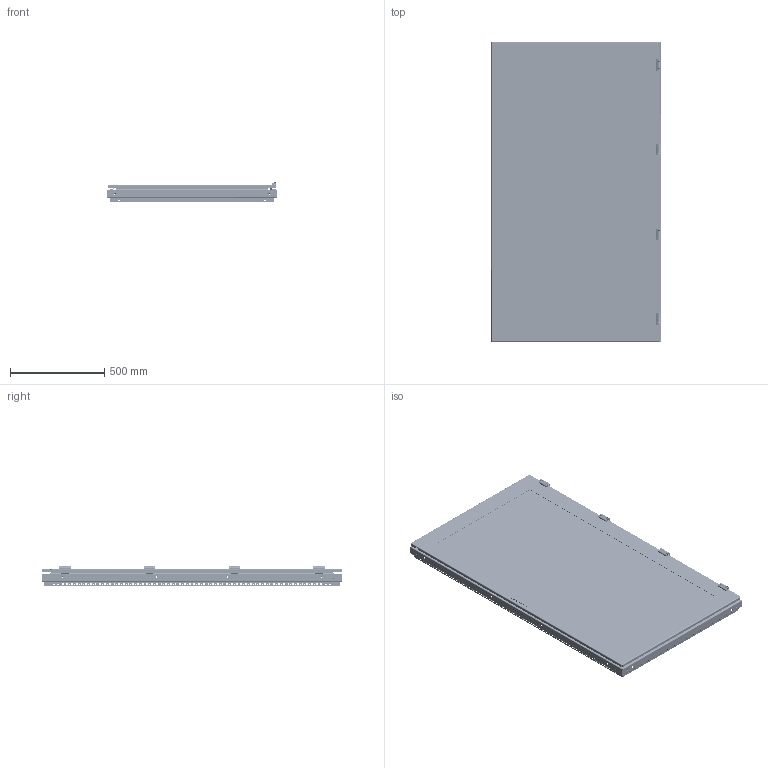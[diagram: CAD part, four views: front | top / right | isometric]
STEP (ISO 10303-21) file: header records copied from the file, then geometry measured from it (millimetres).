
FILE_DESCRIPTION (( 'STEP AP214' ), '1' );
FILE_NAME ('Ñâàðíàÿ ðàìà ñî ñòåêëÿííîé äâåðüþ W900H1600.STEP', '2024-08-23T09:19:20', ( '' ), ( '' ), 'SwSTEP 2.0', 'SolidWorks 2021', '' );
FILE_SCHEMA (( 'AUTOMOTIVE_DESIGN' ));
Length unit declared in the file: millimetre
Products named in the file (34): Äâåðíîå ïîëîòíî ñò. ÌÊ-20 W900H1600; Ñâàðíàÿ ðàìà W900H1600; Ãàéêà Ì6 äëÿ øïèëüêè; 嵑謺麃 CL213-3; Øïèëüêà ïðèâàðíàÿ Ì6õ35; Çàêëåïêà ðåçüáîâàÿ Ì6 øåñòèãðàííàÿ ñ óìåíüøåííûì áîðòîì; Ãîðèçîíòàëüíûé ïðîôèëü W900; Ïðîêëàäêà W900H1600; Áîêîâîé ïðîôèëü1 H1600; Ãîðèçîíòàëüíûé ïðîôèëü1 W900; Áîêîâîé ïðîôèëü H1600; Âèíò Ì5õ10 ìåáåëüíûé; 600.000; Áîáûøêà; ﾇ璋襃; Øïèëüêà ïðèâàðíàÿ Ì6õ25; ﾒ聰 ﾌﾊ-20 H1600; Âèíò Ì6õ16 ìåáåëüíûé; 嵑謺麃 2; Ãîðèçîíòàëüíûé ïðîôèëü2 W900; 嵑謺麃 1; 栺樏鋋 W900H1600; 鎗鵻罻; 项蜞轫铋 忤眚 DIN 7991 󊬱6; Çàãëóøêà òÿãè; ﾄ粢 . ﾑﾁ W900H1600; Äâåðíîé ïðîôèëü ñò. ÌÊ 20 W900; Áîêîâîé ïðîôèëü2 H1600; Óãîëîê äâåðíîé; Ñâàðíàÿ ðàìà ñî ñòåêëÿííîé äâåðüþ W900H1600; Øïèëüêà ïðèâàðíàÿ Ì6õ10; Ãàñêåòèíã äâåðè W900H1600; Äâåðíîé ïðîôèëü ñò. ÌÊ 20 Í1600; Çàêëåïêà ðåçüáîâàÿ Ì8 øåñòèãðàííàÿ ñ óìåíüøåííûì áîðòîì
Assembly tree (138 placements, depth 4):
  Ñâàðíàÿ ðàìà ñî ñòåêëÿííîé äâåðüþ W900H1600
    ﾄ粢 . ﾑﾁ W900H1600
      Äâåðíîå ïîëîòíî ñò. ÌÊ-20 W900H1600
      Ãàñêåòèíã äâåðè W900H1600
      Äâåðíîé ïðîôèëü ñò. ÌÊ 20 Í1600  x2
      Äâåðíîé ïðîôèëü ñò. ÌÊ 20 W900  x2
      ﾒ聰 ﾌﾊ-20 H1600
      栺樏鋋 W900H1600
      Ïðîêëàäêà W900H1600
      Øïèëüêà ïðèâàðíàÿ Ì6õ35  x2
      Øïèëüêà ïðèâàðíàÿ Ì6õ25  x16
      Øïèëüêà ïðèâàðíàÿ Ì6õ10  x4
      Çàãëóøêà òÿãè  x4
      Óãîëîê äâåðíîé  x4
      Ãàéêà Ì6 äëÿ øïèëüêè  x16
    Ñâàðíàÿ ðàìà W900H1600
      Ãîðèçîíòàëüíûé ïðîôèëü W900  x2
        Ãîðèçîíòàëüíûé ïðîôèëü1 W900
        Ãîðèçîíòàëüíûé ïðîôèëü2 W900
        600.000
        Áîáûøêà
      Áîêîâîé ïðîôèëü H1600  x2
        Áîêîâîé ïðîôèëü1 H1600
        Áîêîâîé ïðîôèëü2 H1600
      Çàêëåïêà ðåçüáîâàÿ Ì8 øåñòèãðàííàÿ ñ óìåíüøåííûì áîðòîì  x8
      Çàêëåïêà ðåçüáîâàÿ Ì6 øåñòèãðàííàÿ ñ óìåíüøåííûì áîðòîì  x26
    ﾇ璋襃  x4
    嵑謺麃 CL213-3  x4
      鎗鵻罻
      嵑謺麃 1
      嵑謺麃 2
    项蜞轫铋 忤眚 DIN 7991 󊬱6  x8
    Âèíò Ì5õ10 ìåáåëüíûé  x8
    Âèíò Ì6õ16 ìåáåëüíûé  x8
Bounding box: 901.2 x 1596 x 106.7 mm (x, y, z)
Volume: 8612029 mm3; surface area: 6637273.7 mm2
Topology: 145 solids, 145 shells, 10085 faces, 27657 edges, 17892 vertices
Faces by surface type: plane 4919, cylinder 4256, cone 576, bspline 282, torus 52
Entity records: 121598 total; most frequent: CARTESIAN_POINT 31562, ORIENTED_EDGE 18362, DIRECTION 17915, EDGE_CURVE 9181, LINE 6227, VECTOR 6227, VERTEX_POINT 5995, AXIS2_PLACEMENT_3D 5844
